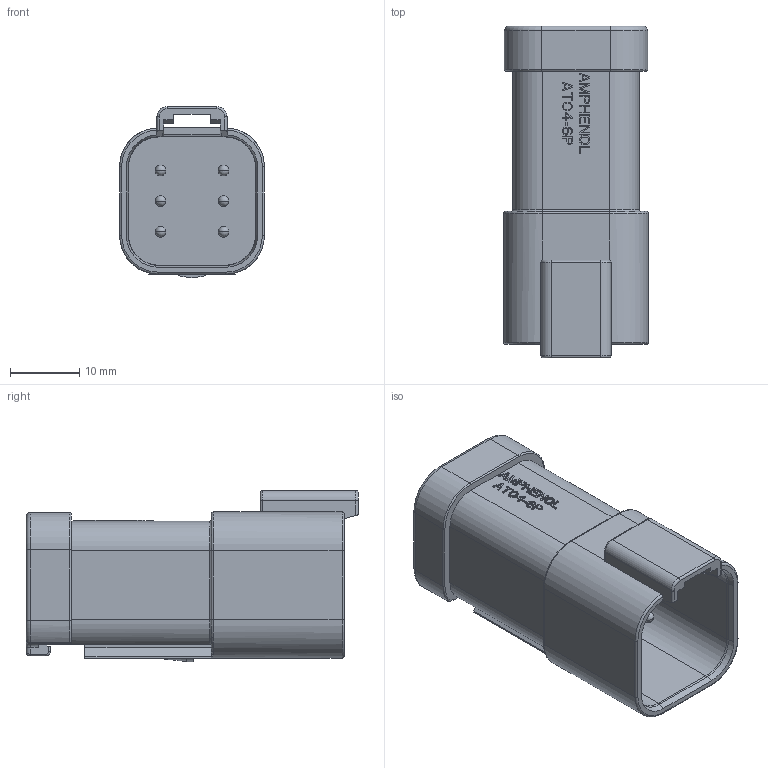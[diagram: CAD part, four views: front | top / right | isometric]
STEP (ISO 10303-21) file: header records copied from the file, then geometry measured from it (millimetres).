
FILE_DESCRIPTION((''),'2;1');
FILE_NAME('PRT0001','2018-05-07T',('Administrator'),(''),'PRO/ENGINEER BY PARAMETRIC TECHNOLOGY CORPORATION, 2016360','PRO/ENGINEER BY PARAMETRIC TECHNOLOGY CORPORATION, 2016360','');
FILE_SCHEMA(('CONFIG_CONTROL_DESIGN'));
Length unit declared in the file: millimetre
Products named in the file (1): PRT0001
Bounding box: 20.9 x 47.9 x 24.68 mm (x, y, z)
Volume: 11302 mm3; surface area: 6119.4 mm2
Topology: 1 solids, 1 shells, 913 faces, 2491 edges, 1622 vertices
Faces by surface type: plane 552, extrusion 223, cylinder 79, torus 34, sphere 14, bspline 6, cone 5
Entity records: 29500 total; most frequent: CARTESIAN_POINT 7241, ORIENTED_EDGE 4954, DIRECTION 3795, EDGE_CURVE 2477, VECTOR 2011, LINE 1788, VERTEX_POINT 1622, EDGE_LOOP 971
